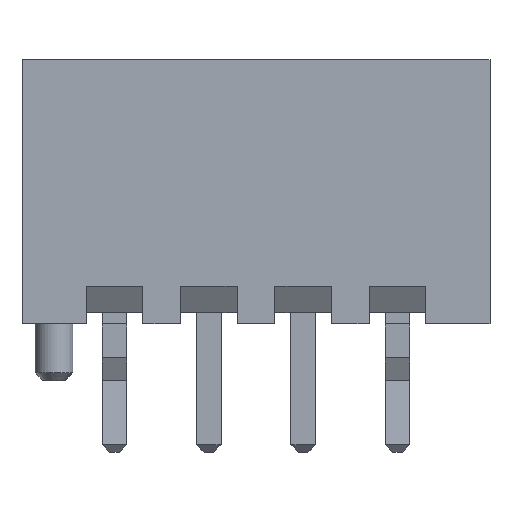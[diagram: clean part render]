
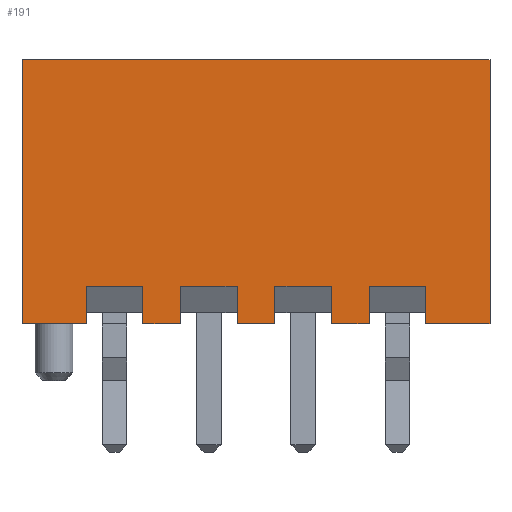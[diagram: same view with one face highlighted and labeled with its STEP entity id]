
A CAD part, front view. The second image highlights one B-rep face of the part: STEP entity #191.
In plain terms, the highlighted planar face has unit normal (0, -1, 0).
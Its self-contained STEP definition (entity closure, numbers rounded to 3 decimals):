
#80 = VERTEX_POINT('',#81);
#81 = CARTESIAN_POINT('',(-2.45,-3.4,0.));
#98 = VERTEX_POINT('',#99);
#99 = CARTESIAN_POINT('',(-0.75,-3.4,0.));
#105 = EDGE_CURVE('',#98,#80,#106,.T.);
#106 = LINE('',#107,#108);
#107 = CARTESIAN_POINT('',(9.95,-3.4,0.));
#108 = VECTOR('',#109,1.);
#109 = DIRECTION('',(-1.,0.,0.));
#132 = EDGE_CURVE('',#80,#133,#135,.T.);
#133 = VERTEX_POINT('',#134);
#134 = CARTESIAN_POINT('',(-2.45,-3.4,7.));
#135 = LINE('',#136,#137);
#136 = CARTESIAN_POINT('',(-2.45,-3.4,0.));
#137 = VECTOR('',#138,1.);
#138 = DIRECTION('',(0.,0.,1.));
#191 = ADVANCED_FACE('',(#192),#338,.T.);
#192 = FACE_BOUND('',#193,.T.);
#193 = EDGE_LOOP('',(#194,#204,#212,#218,#219,#220,#228,#236,#244,#252,
    #260,#268,#276,#284,#292,#300,#308,#316,#324,#332));
#194 = ORIENTED_EDGE('',*,*,#195,.F.);
#195 = EDGE_CURVE('',#196,#198,#200,.T.);
#196 = VERTEX_POINT('',#197);
#197 = CARTESIAN_POINT('',(9.95,-3.4,0.));
#198 = VERTEX_POINT('',#199);
#199 = CARTESIAN_POINT('',(8.25,-3.4,0.));
#200 = LINE('',#201,#202);
#201 = CARTESIAN_POINT('',(9.95,-3.4,0.));
#202 = VECTOR('',#203,1.);
#203 = DIRECTION('',(-1.,0.,0.));
#204 = ORIENTED_EDGE('',*,*,#205,.T.);
#205 = EDGE_CURVE('',#196,#206,#208,.T.);
#206 = VERTEX_POINT('',#207);
#207 = CARTESIAN_POINT('',(9.95,-3.4,7.));
#208 = LINE('',#209,#210);
#209 = CARTESIAN_POINT('',(9.95,-3.4,0.));
#210 = VECTOR('',#211,1.);
#211 = DIRECTION('',(0.,0.,1.));
#212 = ORIENTED_EDGE('',*,*,#213,.T.);
#213 = EDGE_CURVE('',#206,#133,#214,.T.);
#214 = LINE('',#215,#216);
#215 = CARTESIAN_POINT('',(9.95,-3.4,7.));
#216 = VECTOR('',#217,1.);
#217 = DIRECTION('',(-1.,0.,0.));
#218 = ORIENTED_EDGE('',*,*,#132,.F.);
#219 = ORIENTED_EDGE('',*,*,#105,.F.);
#220 = ORIENTED_EDGE('',*,*,#221,.F.);
#221 = EDGE_CURVE('',#222,#98,#224,.T.);
#222 = VERTEX_POINT('',#223);
#223 = CARTESIAN_POINT('',(-0.75,-3.4,1.));
#224 = LINE('',#225,#226);
#225 = CARTESIAN_POINT('',(-0.75,-3.4,1.));
#226 = VECTOR('',#227,1.);
#227 = DIRECTION('',(0.,0.,-1.));
#228 = ORIENTED_EDGE('',*,*,#229,.F.);
#229 = EDGE_CURVE('',#230,#222,#232,.T.);
#230 = VERTEX_POINT('',#231);
#231 = CARTESIAN_POINT('',(0.75,-3.4,1.));
#232 = LINE('',#233,#234);
#233 = CARTESIAN_POINT('',(0.75,-3.4,1.));
#234 = VECTOR('',#235,1.);
#235 = DIRECTION('',(-1.,0.,0.));
#236 = ORIENTED_EDGE('',*,*,#237,.T.);
#237 = EDGE_CURVE('',#230,#238,#240,.T.);
#238 = VERTEX_POINT('',#239);
#239 = CARTESIAN_POINT('',(0.75,-3.4,0.));
#240 = LINE('',#241,#242);
#241 = CARTESIAN_POINT('',(0.75,-3.4,1.));
#242 = VECTOR('',#243,1.);
#243 = DIRECTION('',(0.,0.,-1.));
#244 = ORIENTED_EDGE('',*,*,#245,.F.);
#245 = EDGE_CURVE('',#246,#238,#248,.T.);
#246 = VERTEX_POINT('',#247);
#247 = CARTESIAN_POINT('',(1.75,-3.4,0.));
#248 = LINE('',#249,#250);
#249 = CARTESIAN_POINT('',(9.95,-3.4,0.));
#250 = VECTOR('',#251,1.);
#251 = DIRECTION('',(-1.,0.,0.));
#252 = ORIENTED_EDGE('',*,*,#253,.F.);
#253 = EDGE_CURVE('',#254,#246,#256,.T.);
#254 = VERTEX_POINT('',#255);
#255 = CARTESIAN_POINT('',(1.75,-3.4,1.));
#256 = LINE('',#257,#258);
#257 = CARTESIAN_POINT('',(1.75,-3.4,1.));
#258 = VECTOR('',#259,1.);
#259 = DIRECTION('',(0.,0.,-1.));
#260 = ORIENTED_EDGE('',*,*,#261,.F.);
#261 = EDGE_CURVE('',#262,#254,#264,.T.);
#262 = VERTEX_POINT('',#263);
#263 = CARTESIAN_POINT('',(3.25,-3.4,1.));
#264 = LINE('',#265,#266);
#265 = CARTESIAN_POINT('',(3.25,-3.4,1.));
#266 = VECTOR('',#267,1.);
#267 = DIRECTION('',(-1.,0.,0.));
#268 = ORIENTED_EDGE('',*,*,#269,.T.);
#269 = EDGE_CURVE('',#262,#270,#272,.T.);
#270 = VERTEX_POINT('',#271);
#271 = CARTESIAN_POINT('',(3.25,-3.4,0.));
#272 = LINE('',#273,#274);
#273 = CARTESIAN_POINT('',(3.25,-3.4,1.));
#274 = VECTOR('',#275,1.);
#275 = DIRECTION('',(0.,0.,-1.));
#276 = ORIENTED_EDGE('',*,*,#277,.F.);
#277 = EDGE_CURVE('',#278,#270,#280,.T.);
#278 = VERTEX_POINT('',#279);
#279 = CARTESIAN_POINT('',(4.25,-3.4,0.));
#280 = LINE('',#281,#282);
#281 = CARTESIAN_POINT('',(9.95,-3.4,0.));
#282 = VECTOR('',#283,1.);
#283 = DIRECTION('',(-1.,0.,0.));
#284 = ORIENTED_EDGE('',*,*,#285,.F.);
#285 = EDGE_CURVE('',#286,#278,#288,.T.);
#286 = VERTEX_POINT('',#287);
#287 = CARTESIAN_POINT('',(4.25,-3.4,1.));
#288 = LINE('',#289,#290);
#289 = CARTESIAN_POINT('',(4.25,-3.4,1.));
#290 = VECTOR('',#291,1.);
#291 = DIRECTION('',(0.,0.,-1.));
#292 = ORIENTED_EDGE('',*,*,#293,.F.);
#293 = EDGE_CURVE('',#294,#286,#296,.T.);
#294 = VERTEX_POINT('',#295);
#295 = CARTESIAN_POINT('',(5.75,-3.4,1.));
#296 = LINE('',#297,#298);
#297 = CARTESIAN_POINT('',(5.75,-3.4,1.));
#298 = VECTOR('',#299,1.);
#299 = DIRECTION('',(-1.,0.,0.));
#300 = ORIENTED_EDGE('',*,*,#301,.T.);
#301 = EDGE_CURVE('',#294,#302,#304,.T.);
#302 = VERTEX_POINT('',#303);
#303 = CARTESIAN_POINT('',(5.75,-3.4,0.));
#304 = LINE('',#305,#306);
#305 = CARTESIAN_POINT('',(5.75,-3.4,1.));
#306 = VECTOR('',#307,1.);
#307 = DIRECTION('',(0.,0.,-1.));
#308 = ORIENTED_EDGE('',*,*,#309,.F.);
#309 = EDGE_CURVE('',#310,#302,#312,.T.);
#310 = VERTEX_POINT('',#311);
#311 = CARTESIAN_POINT('',(6.75,-3.4,0.));
#312 = LINE('',#313,#314);
#313 = CARTESIAN_POINT('',(9.95,-3.4,0.));
#314 = VECTOR('',#315,1.);
#315 = DIRECTION('',(-1.,0.,0.));
#316 = ORIENTED_EDGE('',*,*,#317,.F.);
#317 = EDGE_CURVE('',#318,#310,#320,.T.);
#318 = VERTEX_POINT('',#319);
#319 = CARTESIAN_POINT('',(6.75,-3.4,1.));
#320 = LINE('',#321,#322);
#321 = CARTESIAN_POINT('',(6.75,-3.4,1.));
#322 = VECTOR('',#323,1.);
#323 = DIRECTION('',(0.,0.,-1.));
#324 = ORIENTED_EDGE('',*,*,#325,.F.);
#325 = EDGE_CURVE('',#326,#318,#328,.T.);
#326 = VERTEX_POINT('',#327);
#327 = CARTESIAN_POINT('',(8.25,-3.4,1.));
#328 = LINE('',#329,#330);
#329 = CARTESIAN_POINT('',(8.25,-3.4,1.));
#330 = VECTOR('',#331,1.);
#331 = DIRECTION('',(-1.,0.,0.));
#332 = ORIENTED_EDGE('',*,*,#333,.T.);
#333 = EDGE_CURVE('',#326,#198,#334,.T.);
#334 = LINE('',#335,#336);
#335 = CARTESIAN_POINT('',(8.25,-3.4,1.));
#336 = VECTOR('',#337,1.);
#337 = DIRECTION('',(0.,0.,-1.));
#338 = PLANE('',#339);
#339 = AXIS2_PLACEMENT_3D('',#340,#341,#342);
#340 = CARTESIAN_POINT('',(9.95,-3.4,0.));
#341 = DIRECTION('',(0.,-1.,0.));
#342 = DIRECTION('',(-1.,0.,0.));
